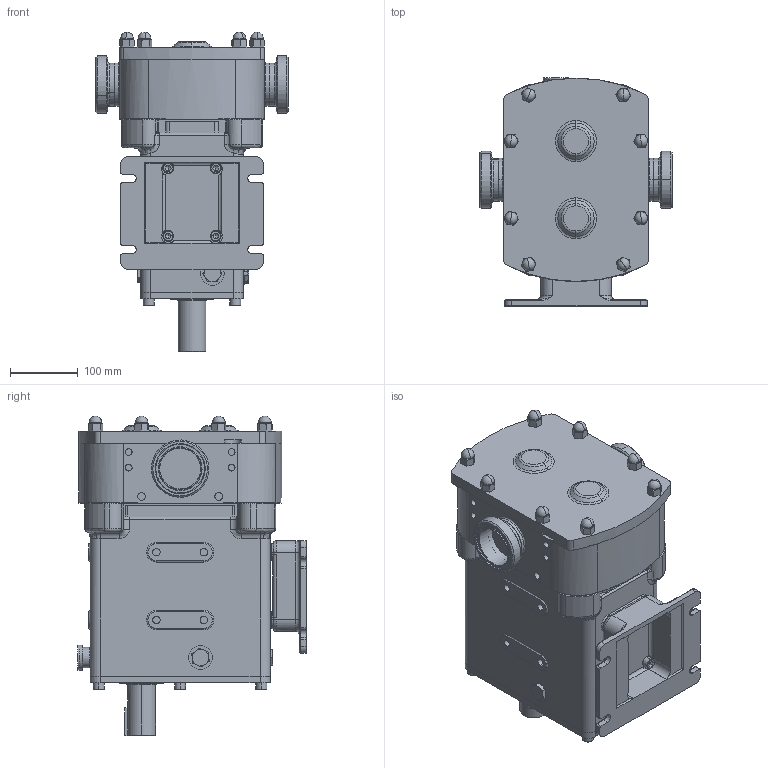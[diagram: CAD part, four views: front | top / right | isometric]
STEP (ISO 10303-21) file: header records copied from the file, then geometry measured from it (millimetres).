
FILE_DESCRIPTION (( 'STEP AP214' ), '1' );
FILE_NAME ('GA4214.STEP', '2024-11-06T21:32:25', ( '' ), ( '' ), 'SwSTEP 2.0', 'SolidWorks 2023', '' );
FILE_SCHEMA (( 'AUTOMOTIVE_DESIGN' ));
Length unit declared in the file: millimetre
Products named in the file (3): Copy of R0800 CPP H TSD^GA4214; Copy of Z94-5101-44 - 2.5 INCH SMS681^GA4214; GA4214
Assembly tree (3 placements, depth 2):
  GA4214
    Copy of R0800 CPP H TSD^GA4214
    Copy of Z94-5101-44 - 2.5 INCH SMS681^GA4214  x2
Bounding box: 284 x 337 x 472.07 mm (x, y, z)
Volume: 17388971.8 mm3; surface area: 769777.7 mm2
Topology: 3 solids, 3 shells, 1323 faces, 3341 edges, 2048 vertices
Faces by surface type: plane 475, cylinder 424, torus 143, bspline 136, cone 121, sphere 24
Entity records: 49122 total; most frequent: CARTESIAN_POINT 18539, ORIENTED_EDGE 6450, DIRECTION 6384, EDGE_CURVE 3225, AXIS2_PLACEMENT_3D 2483, VERTEX_POINT 2012, LINE 1418, VECTOR 1418
